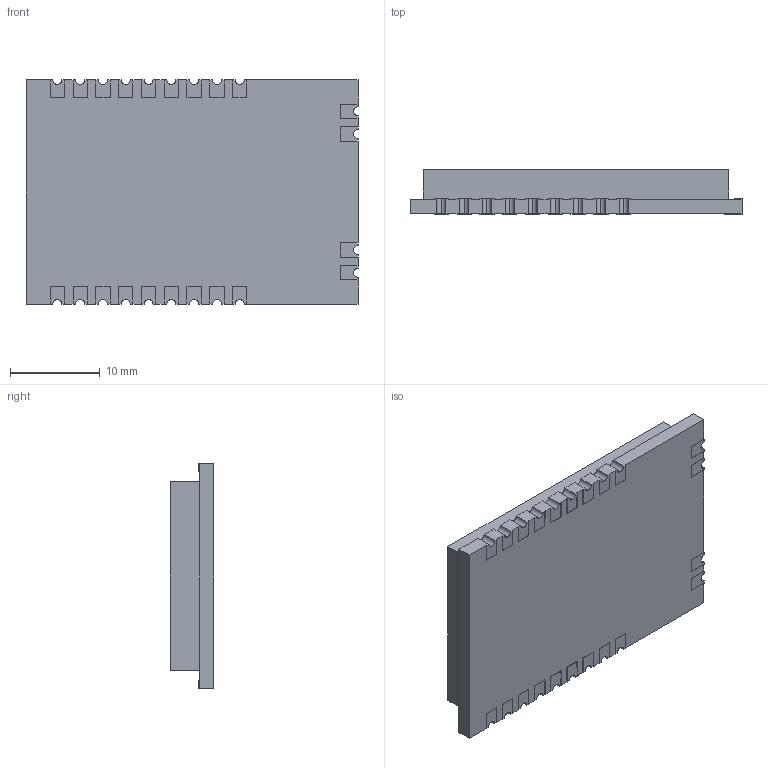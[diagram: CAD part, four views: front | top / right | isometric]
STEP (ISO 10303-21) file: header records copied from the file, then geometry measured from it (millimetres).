
FILE_DESCRIPTION (( 'STEP AP214' ), '1' );
FILE_NAME ('E19-433M30S.STEP', '2018-05-19T16:44:21', ( '' ), ( '' ), 'SwSTEP 2.0', 'SolidWorks 2017', '' );
FILE_SCHEMA (( 'AUTOMOTIVE_DESIGN' ));
Length unit declared in the file: millimetre
Products named in the file (1): E19-433M30S
Bounding box: 37 x 4.89 x 25 mm (x, y, z)
Volume: 3789.7 mm3; surface area: 2419.7 mm2
Topology: 1 solids, 1 shells, 205 faces, 606 edges, 404 vertices
Faces by surface type: plane 143, cylinder 62
Entity records: 9069 total; most frequent: CARTESIAN_POINT 1216, ORIENTED_EDGE 1212, DIRECTION 1142, EDGE_CURVE 606, LINE 482, VECTOR 482, VERTEX_POINT 404, AXIS2_PLACEMENT_3D 330
